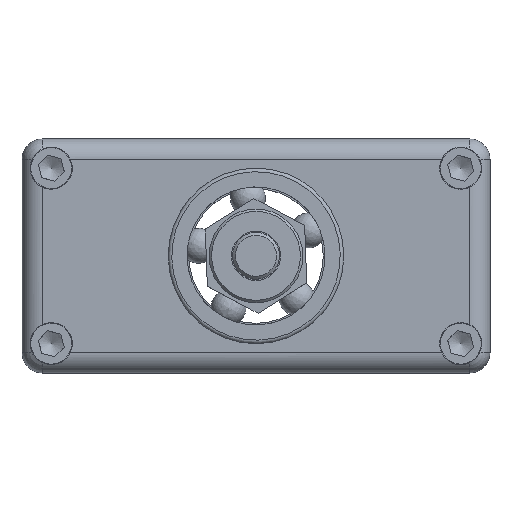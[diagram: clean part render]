
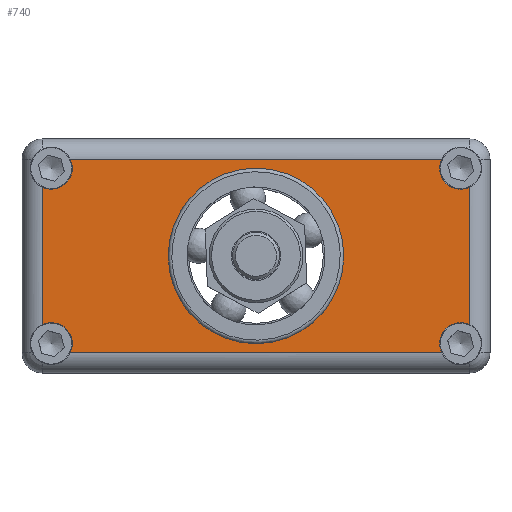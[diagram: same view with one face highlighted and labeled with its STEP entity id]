
A CAD part, top view. The second image highlights one B-rep face of the part: STEP entity #740.
In plain terms, the highlighted planar face has unit normal (0, 0, 1).
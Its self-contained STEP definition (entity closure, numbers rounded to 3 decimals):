
#142=CARTESIAN_POINT('',(36.5,11.727,15.0));
#143=VERTEX_POINT('',#142);
#178=CARTESIAN_POINT('',(31.727,16.5,15.0));
#179=VERTEX_POINT('',#178);
#199=CARTESIAN_POINT('',(35.,15.,15.0));
#200=DIRECTION('',(0.0,0.0,-1.0));
#201=DIRECTION('',(1.0,0.0,0.0));
#202=AXIS2_PLACEMENT_3D('',#199,#200,#201);
#203=CIRCLE('',#202,3.6);
#204=EDGE_CURVE('',#143,#179,#203,.T.);
#248=CARTESIAN_POINT('',(-36.5,11.727,15.0));
#249=VERTEX_POINT('',#248);
#271=CARTESIAN_POINT('',(-31.727,16.5,15.0));
#272=VERTEX_POINT('',#271);
#273=CARTESIAN_POINT('',(-35.,15.,15.0));
#274=DIRECTION('',(0.0,0.0,-1.0));
#275=DIRECTION('',(1.0,0.0,0.0));
#276=AXIS2_PLACEMENT_3D('',#273,#274,#275);
#277=CIRCLE('',#276,3.6);
#278=EDGE_CURVE('',#272,#249,#277,.T.);
#373=CARTESIAN_POINT('',(-31.727,-16.5,15.));
#374=VERTEX_POINT('',#373);
#396=CARTESIAN_POINT('',(-36.5,-11.727,15.));
#397=VERTEX_POINT('',#396);
#398=CARTESIAN_POINT('',(-35.0,-15.,15.0));
#399=DIRECTION('',(0.0,0.0,-1.0));
#400=DIRECTION('',(1.0,0.0,0.0));
#401=AXIS2_PLACEMENT_3D('',#398,#399,#400);
#402=CIRCLE('',#401,3.6);
#403=EDGE_CURVE('',#397,#374,#402,.T.);
#498=CARTESIAN_POINT('',(36.5,-11.727,15.0));
#499=VERTEX_POINT('',#498);
#521=CARTESIAN_POINT('',(31.727,-16.5,15.0));
#522=VERTEX_POINT('',#521);
#523=CARTESIAN_POINT('',(35.,-15.,15.0));
#524=DIRECTION('',(0.0,0.0,-1.0));
#525=DIRECTION('',(1.0,0.0,0.0));
#526=AXIS2_PLACEMENT_3D('',#523,#524,#525);
#527=CIRCLE('',#526,3.6);
#528=EDGE_CURVE('',#522,#499,#527,.T.);
#690=CARTESIAN_POINT('',(-36.5,-11.727,15.0));
#691=DIRECTION('',(0.0,1.0,0.0));
#692=VECTOR('',#691,23.455);
#693=LINE('',#690,#692);
#694=EDGE_CURVE('',#397,#249,#693,.T.);
#699=CARTESIAN_POINT('',(0.,0.,15.0));
#700=DIRECTION('',(0.0,0.0,1.0));
#701=DIRECTION('',(1.0,0.0,0.0));
#702=AXIS2_PLACEMENT_3D('',#699,#700,#701);
#703=PLANE('',#702);
#704=ORIENTED_EDGE('',*,*,#204,.T.);
#705=CARTESIAN_POINT('',(-31.727,16.5,15.0));
#706=DIRECTION('',(1.0,0.0,0.0));
#707=VECTOR('',#706,63.455);
#708=LINE('',#705,#707);
#709=EDGE_CURVE('',#272,#179,#708,.T.);
#710=ORIENTED_EDGE('',*,*,#709,.F.);
#711=ORIENTED_EDGE('',*,*,#278,.T.);
#712=ORIENTED_EDGE('',*,*,#694,.F.);
#713=ORIENTED_EDGE('',*,*,#403,.T.);
#714=CARTESIAN_POINT('',(31.727,-16.5,15.0));
#715=DIRECTION('',(-1.0,0.0,0.0));
#716=VECTOR('',#715,63.455);
#717=LINE('',#714,#716);
#718=EDGE_CURVE('',#522,#374,#717,.T.);
#719=ORIENTED_EDGE('',*,*,#718,.F.);
#720=ORIENTED_EDGE('',*,*,#528,.T.);
#721=CARTESIAN_POINT('',(36.5,11.727,15.0));
#722=DIRECTION('',(0.0,-1.0,0.0));
#723=VECTOR('',#722,23.455);
#724=LINE('',#721,#723);
#725=EDGE_CURVE('',#143,#499,#724,.T.);
#726=ORIENTED_EDGE('',*,*,#725,.F.);
#727=EDGE_LOOP('',(#704,#710,#711,#712,#713,#719,#720,#726));
#728=FACE_OUTER_BOUND('',#727,.T.);
#729=CARTESIAN_POINT('',(15.0,0.0,15.0));
#730=VERTEX_POINT('',#729);
#731=CARTESIAN_POINT('',(0.0,0.0,15.0));
#732=DIRECTION('',(0.0,0.0,-1.0));
#733=DIRECTION('',(1.0,0.0,0.0));
#734=AXIS2_PLACEMENT_3D('',#731,#732,#733);
#735=CIRCLE('',#734,15.0);
#736=EDGE_CURVE('',#730,#730,#735,.T.);
#737=ORIENTED_EDGE('',*,*,#736,.T.);
#738=EDGE_LOOP('',(#737));
#739=FACE_BOUND('',#738,.T.);
#740=ADVANCED_FACE('',(#728,#739),#703,.T.);
